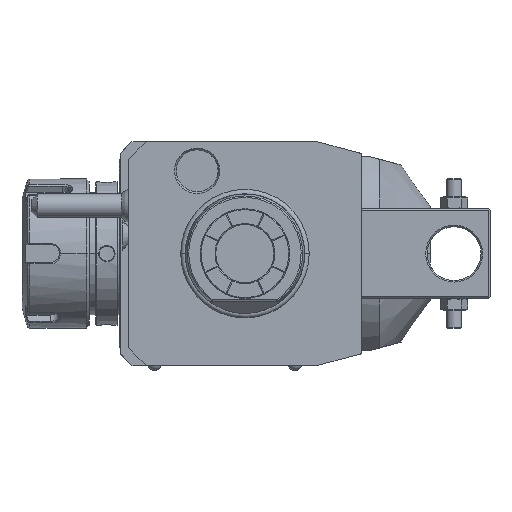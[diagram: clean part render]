
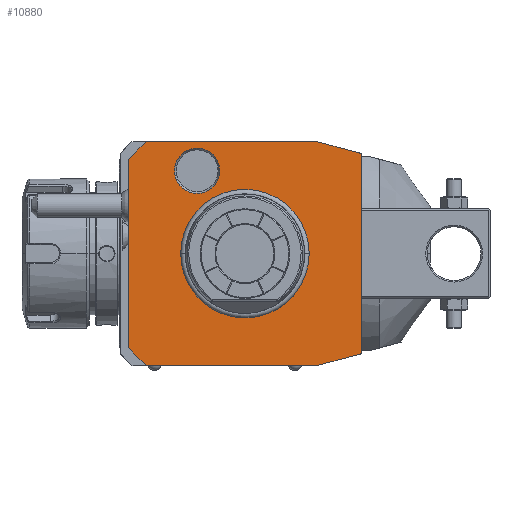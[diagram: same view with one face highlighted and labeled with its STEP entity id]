
A CAD part, front view. The second image highlights one B-rep face of the part: STEP entity #10880.
In plain terms, the highlighted planar face has unit normal (0, -1, 0).
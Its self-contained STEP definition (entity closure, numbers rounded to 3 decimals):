
#1=DIRECTION('',(-0.966,0.,0.259));
#2=VECTOR('',#1,15.529);
#3=CARTESIAN_POINT('',(39.,0.,33.481));
#4=LINE('',#3,#2);
#5=DIRECTION('',(0.,0.,1.));
#6=VECTOR('',#5,66.962);
#7=CARTESIAN_POINT('',(39.,0.,-33.481));
#8=LINE('',#7,#6);
#9=DIRECTION('',(0.966,0.,0.259));
#10=VECTOR('',#9,15.529);
#11=CARTESIAN_POINT('',(24.,0.,-37.5));
#12=LINE('',#11,#10);
#13=DIRECTION('',(1.,0.,0.));
#14=VECTOR('',#13,57.);
#15=CARTESIAN_POINT('',(-33.,0.,-37.5));
#16=LINE('',#15,#14);
#17=DIRECTION('',(0.707,0.,-0.707));
#18=VECTOR('',#17,8.485);
#19=CARTESIAN_POINT('',(-39.,0.,-31.5));
#20=LINE('',#19,#18);
#21=DIRECTION('',(0.,0.,-1.));
#22=VECTOR('',#21,63.);
#23=CARTESIAN_POINT('',(-39.,0.,31.5));
#24=LINE('',#23,#22);
#25=DIRECTION('',(-0.707,0.,-0.707));
#26=VECTOR('',#25,8.485);
#27=CARTESIAN_POINT('',(-33.,0.,37.5));
#28=LINE('',#27,#26);
#29=DIRECTION('',(-1.,0.,0.));
#30=VECTOR('',#29,57.);
#31=CARTESIAN_POINT('',(24.,0.,37.5));
#32=LINE('',#31,#30);
#33=CARTESIAN_POINT('',(-16.,0.,27.713));
#34=DIRECTION('',(0.,1.,0.));
#35=DIRECTION('',(1.,0.,0.));
#36=AXIS2_PLACEMENT_3D('',#33,#34,#35);
#38=CARTESIAN_POINT('',(-16.,0.,27.713));
#39=DIRECTION('',(0.,1.,0.));
#40=DIRECTION('',(-1.,0.,0.));
#41=AXIS2_PLACEMENT_3D('',#38,#39,#40);
#7611=CARTESIAN_POINT('',(0.,0.,0.));
#7612=DIRECTION('',(0.,1.,0.));
#7613=DIRECTION('',(-1.,0.,0.));
#7614=AXIS2_PLACEMENT_3D('',#7611,#7612,#7613);
#7616=CARTESIAN_POINT('',(0.,0.,0.));
#7617=DIRECTION('',(0.,1.,0.));
#7618=DIRECTION('',(1.,0.,0.));
#7619=AXIS2_PLACEMENT_3D('',#7616,#7617,#7618);
#9796=CARTESIAN_POINT('',(-8.423,0.,27.713));
#9797=CARTESIAN_POINT('',(-23.577,0.,27.713));
#9798=VERTEX_POINT('',#9796);
#9799=VERTEX_POINT('',#9797);
#10673=CARTESIAN_POINT('',(39.,0.,33.481));
#10674=CARTESIAN_POINT('',(24.,0.,37.5));
#10675=VERTEX_POINT('',#10673);
#10676=VERTEX_POINT('',#10674);
#10677=CARTESIAN_POINT('',(-33.,0.,37.5));
#10678=VERTEX_POINT('',#10677);
#10679=CARTESIAN_POINT('',(-39.,0.,31.5));
#10680=VERTEX_POINT('',#10679);
#10681=CARTESIAN_POINT('',(-39.,0.,-31.5));
#10682=VERTEX_POINT('',#10681);
#10683=CARTESIAN_POINT('',(-33.,0.,-37.5));
#10684=VERTEX_POINT('',#10683);
#10685=CARTESIAN_POINT('',(24.,0.,-37.5));
#10686=VERTEX_POINT('',#10685);
#10687=CARTESIAN_POINT('',(39.,0.,-33.481));
#10688=VERTEX_POINT('',#10687);
#10737=CARTESIAN_POINT('',(-21.137,0.,0.));
#10738=CARTESIAN_POINT('',(21.137,0.,0.));
#10739=VERTEX_POINT('',#10737);
#10740=VERTEX_POINT('',#10738);
#10845=CARTESIAN_POINT('',(0.,0.,0.));
#10846=DIRECTION('',(0.,-1.,0.));
#10847=DIRECTION('',(-1.,0.,0.));
#10848=AXIS2_PLACEMENT_3D('',#10845,#10846,#10847);
#10849=PLANE('',#10848);
#10851=ORIENTED_EDGE('',*,*,#10850,.F.);
#10853=ORIENTED_EDGE('',*,*,#10852,.F.);
#10855=ORIENTED_EDGE('',*,*,#10854,.F.);
#10857=ORIENTED_EDGE('',*,*,#10856,.F.);
#10859=ORIENTED_EDGE('',*,*,#10858,.F.);
#10861=ORIENTED_EDGE('',*,*,#10860,.F.);
#10863=ORIENTED_EDGE('',*,*,#10862,.F.);
#10865=ORIENTED_EDGE('',*,*,#10864,.F.);
#10866=EDGE_LOOP('',(#10851,#10853,#10855,#10857,#10859,#10861,#10863,#10865));
#10867=FACE_OUTER_BOUND('',#10866,.F.);
#10869=ORIENTED_EDGE('',*,*,#10868,.F.);
#10871=ORIENTED_EDGE('',*,*,#10870,.F.);
#10872=EDGE_LOOP('',(#10869,#10871));
#10873=FACE_BOUND('',#10872,.F.);
#10875=ORIENTED_EDGE('',*,*,#10874,.F.);
#10877=ORIENTED_EDGE('',*,*,#10876,.F.);
#10878=EDGE_LOOP('',(#10875,#10877));
#10879=FACE_BOUND('',#10878,.F.);
#37=CIRCLE('',#36,7.577);
#42=CIRCLE('',#41,7.577);
#7615=CIRCLE('',#7614,21.137);
#7620=CIRCLE('',#7619,21.137);
#10850=EDGE_CURVE('',#10675,#10676,#4,.T.);
#10852=EDGE_CURVE('',#10688,#10675,#8,.T.);
#10854=EDGE_CURVE('',#10686,#10688,#12,.T.);
#10856=EDGE_CURVE('',#10684,#10686,#16,.T.);
#10858=EDGE_CURVE('',#10682,#10684,#20,.T.);
#10860=EDGE_CURVE('',#10680,#10682,#24,.T.);
#10862=EDGE_CURVE('',#10678,#10680,#28,.T.);
#10864=EDGE_CURVE('',#10676,#10678,#32,.T.);
#10868=EDGE_CURVE('',#10739,#10740,#7615,.T.);
#10870=EDGE_CURVE('',#10740,#10739,#7620,.T.);
#10874=EDGE_CURVE('',#9798,#9799,#37,.T.);
#10876=EDGE_CURVE('',#9799,#9798,#42,.T.);
#10880=ADVANCED_FACE('',(#10867,#10873,#10879),#10849,.T.);
